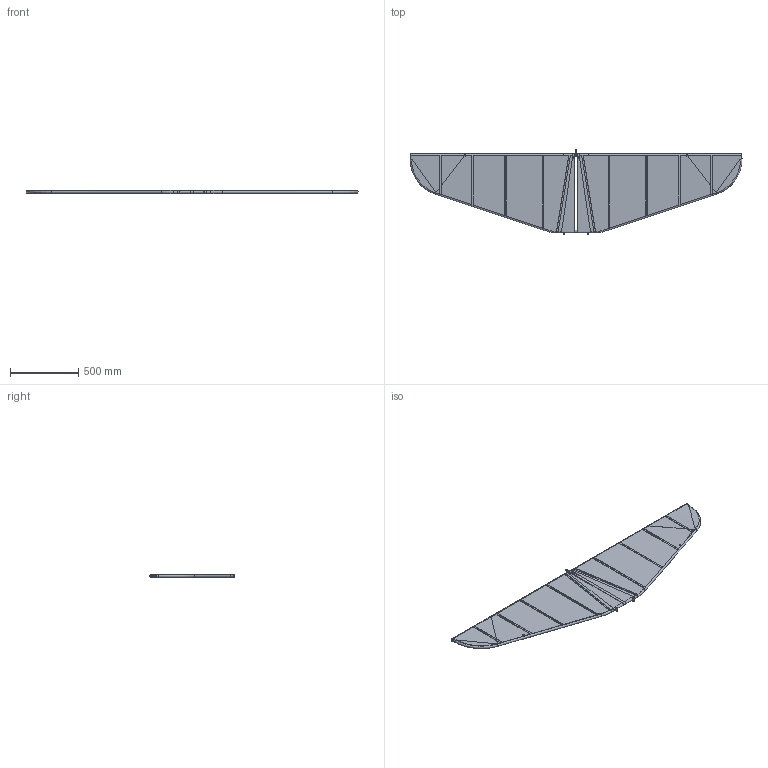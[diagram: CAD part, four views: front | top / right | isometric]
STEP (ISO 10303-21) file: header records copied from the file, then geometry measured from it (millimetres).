
FILE_DESCRIPTION(('FreeCAD Model'),'2;1');
FILE_NAME('Open CASCADE Shape Model','2025-04-27T06:15:22',('FreeCAD'),( 'FreeCAD'),'Open CASCADE STEP processor 7.6','FreeCAD','Unknown');
FILE_SCHEMA(('AUTOMOTIVE_DESIGN { 1 0 10303 214 1 1 1 1 }'));
Length unit declared in the file: millimetre
Products named in the file (1): Open CASCADE STEP translator 7.6 1
Bounding box: 2438.8 x 617.46 x 28.6 mm (x, y, z)
Volume: 985326.3 mm3; surface area: 7635446.1 mm2
Topology: 28 solids, 34 shells, 623 faces, 1299 edges, 748 vertices
Faces by surface type: plane 336, cylinder 235, bspline 28, torus 24
Full cylindrical faces by diameter (mm): 6 x9, 9 x12, 12 x2, 15 x1, 16 x5, 18 x7, 19 x3, 20 x10, 22 x4
Entity records: 30326 total; most frequent: CARTESIAN_POINT 18036, ORIENTED_EDGE 2534, DIRECTION 2370, EDGE_CURVE 1281, AXIS2_PLACEMENT_3D 852, VERTEX_POINT 712, FACE_BOUND 677, EDGE_LOOP 677
